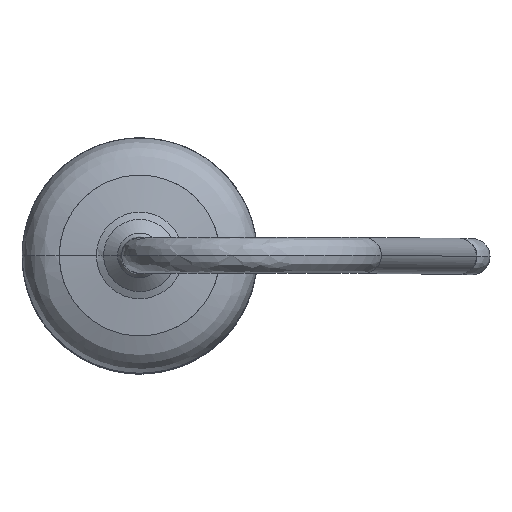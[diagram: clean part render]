
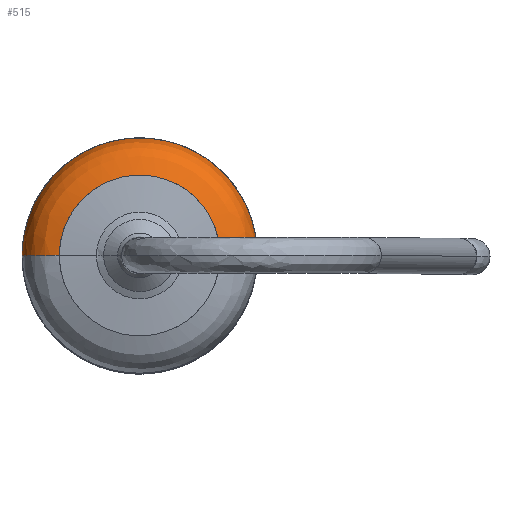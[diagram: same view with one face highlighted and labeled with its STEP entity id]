
A CAD part, top view. The second image highlights one B-rep face of the part: STEP entity #515.
In plain terms, the highlighted free-form (B-spline) face has degree [2, 2] with [5, 9] control points.
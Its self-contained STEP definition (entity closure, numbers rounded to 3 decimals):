
#515=ADVANCED_FACE('',(#585),#1501,.T.);
#585=FACE_OUTER_BOUND('',#655,.T.);
#655=EDGE_LOOP('',(#795,#796,#797,#798));
#795=ORIENTED_EDGE('',*,*,#1045,.T.);
#796=ORIENTED_EDGE('',*,*,#1044,.T.);
#797=ORIENTED_EDGE('',*,*,#1042,.F.);
#798=ORIENTED_EDGE('',*,*,#1041,.T.);
#1041=EDGE_CURVE('',#1391,#1394,#1233,.T.);
#1042=EDGE_CURVE('',#1391,#1392,#1234,.T.);
#1044=EDGE_CURVE('',#1393,#1392,#1236,.T.);
#1045=EDGE_CURVE('',#1394,#1393,#1237,.T.);
#1233=(
BOUNDED_CURVE()
B_SPLINE_CURVE(2,(#2714,#2715,#2716,#2717,#2718),.UNSPECIFIED.,.F.,.F.)
B_SPLINE_CURVE_WITH_KNOTS((3,2,3),(0.,1.806,3.613),
 .UNSPECIFIED.)
CURVE()
GEOMETRIC_REPRESENTATION_ITEM()
RATIONAL_B_SPLINE_CURVE((1.,0.707,1.,0.707,1.))
REPRESENTATION_ITEM('')
);
#1234=(
BOUNDED_CURVE()
B_SPLINE_CURVE(2,(#2719,#2720,#2721),.UNSPECIFIED.,.F.,.F.)
B_SPLINE_CURVE_WITH_KNOTS((3,3),(0.,0.942),.UNSPECIFIED.)
CURVE()
GEOMETRIC_REPRESENTATION_ITEM()
RATIONAL_B_SPLINE_CURVE((1.,0.749,1.))
REPRESENTATION_ITEM('')
);
#1236=(
BOUNDED_CURVE()
B_SPLINE_CURVE(2,(#2727,#2728,#2729,#2730,#2731),.UNSPECIFIED.,.F.,.F.)
B_SPLINE_CURVE_WITH_KNOTS((3,2,3),(-3.862,-1.931,0.),
 .UNSPECIFIED.)
CURVE()
GEOMETRIC_REPRESENTATION_ITEM()
RATIONAL_B_SPLINE_CURVE((1.,0.707,1.,0.707,1.))
REPRESENTATION_ITEM('')
);
#1237=(
BOUNDED_CURVE()
B_SPLINE_CURVE(2,(#2732,#2733,#2734),.UNSPECIFIED.,.F.,.F.)
B_SPLINE_CURVE_WITH_KNOTS((3,3),(0.,0.942),.UNSPECIFIED.)
CURVE()
GEOMETRIC_REPRESENTATION_ITEM()
RATIONAL_B_SPLINE_CURVE((1.,0.749,1.))
REPRESENTATION_ITEM('')
);
#1391=VERTEX_POINT('',#2710);
#1392=VERTEX_POINT('',#2711);
#1393=VERTEX_POINT('',#2712);
#1394=VERTEX_POINT('',#2713);
#1501=(
BOUNDED_SURFACE()
B_SPLINE_SURFACE(2,2,((#2620,#2621,#2622,#2623,#2624,#2625,#2626,#2627,
#2628),(#2629,#2630,#2631,#2632,#2633,#2634,#2635,#2636,#2637),(#2638,#2639,
#2640,#2641,#2642,#2643,#2644,#2645,#2646),(#2647,#2648,#2649,#2650,#2651,
#2652,#2653,#2654,#2655),(#2656,#2657,#2658,#2659,#2660,#2661,#2662,#2663,
#2664)),.UNSPECIFIED.,.F.,.F.,.F.)
B_SPLINE_SURFACE_WITH_KNOTS((3,2,3),(3,2,2,2,3),(0.,1.806,3.613),
(0.,1.021,2.042,3.063,4.084),
 .UNSPECIFIED.)
GEOMETRIC_REPRESENTATION_ITEM()
RATIONAL_B_SPLINE_SURFACE(((1.,0.707,1.,0.707,1.,
0.707,1.,0.707,1.),(0.707,0.5,0.707,
0.5,0.707,0.5,0.707,0.5,0.707),(1.,
0.707,1.,0.707,1.,0.707,1.,0.707,
1.),(0.707,0.5,0.707,0.5,0.707,0.5,
0.707,0.5,0.707),(1.,0.707,1.,0.707,
1.,0.707,1.,0.707,1.)))
REPRESENTATION_ITEM('')
SURFACE()
);
#2620=CARTESIAN_POINT('',(1.8,0.,9.174));
#2621=CARTESIAN_POINT('',(1.8,0.,9.824));
#2622=CARTESIAN_POINT('',(1.15,0.,9.824));
#2623=CARTESIAN_POINT('',(0.5,0.,9.824));
#2624=CARTESIAN_POINT('',(0.5,0.,9.174));
#2625=CARTESIAN_POINT('',(0.5,0.,8.524));
#2626=CARTESIAN_POINT('',(1.15,0.,8.524));
#2627=CARTESIAN_POINT('',(1.8,0.,8.524));
#2628=CARTESIAN_POINT('',(1.8,0.,9.174));
#2629=CARTESIAN_POINT('',(1.8,1.8,9.174));
#2630=CARTESIAN_POINT('',(1.8,1.8,9.824));
#2631=CARTESIAN_POINT('',(1.15,1.15,9.824));
#2632=CARTESIAN_POINT('',(0.5,0.5,9.824));
#2633=CARTESIAN_POINT('',(0.5,0.5,9.174));
#2634=CARTESIAN_POINT('',(0.5,0.5,8.524));
#2635=CARTESIAN_POINT('',(1.15,1.15,8.524));
#2636=CARTESIAN_POINT('',(1.8,1.8,8.524));
#2637=CARTESIAN_POINT('',(1.8,1.8,9.174));
#2638=CARTESIAN_POINT('',(0.,1.8,9.174));
#2639=CARTESIAN_POINT('',(0.,1.8,9.824));
#2640=CARTESIAN_POINT('',(0.,1.15,9.824));
#2641=CARTESIAN_POINT('',(0.,0.5,9.824));
#2642=CARTESIAN_POINT('',(0.,0.5,9.174));
#2643=CARTESIAN_POINT('',(0.,0.5,8.524));
#2644=CARTESIAN_POINT('',(0.,1.15,8.524));
#2645=CARTESIAN_POINT('',(0.,1.8,8.524));
#2646=CARTESIAN_POINT('',(0.,1.8,9.174));
#2647=CARTESIAN_POINT('',(-1.8,1.8,9.174));
#2648=CARTESIAN_POINT('',(-1.8,1.8,9.824));
#2649=CARTESIAN_POINT('',(-1.15,1.15,9.824));
#2650=CARTESIAN_POINT('',(-0.5,0.5,9.824));
#2651=CARTESIAN_POINT('',(-0.5,0.5,9.174));
#2652=CARTESIAN_POINT('',(-0.5,0.5,8.524));
#2653=CARTESIAN_POINT('',(-1.15,1.15,8.524));
#2654=CARTESIAN_POINT('',(-1.8,1.8,8.524));
#2655=CARTESIAN_POINT('',(-1.8,1.8,9.174));
#2656=CARTESIAN_POINT('',(-1.8,0.,9.174));
#2657=CARTESIAN_POINT('',(-1.8,0.,9.824));
#2658=CARTESIAN_POINT('',(-1.15,0.,9.824));
#2659=CARTESIAN_POINT('',(-0.5,0.,9.824));
#2660=CARTESIAN_POINT('',(-0.5,0.,9.174));
#2661=CARTESIAN_POINT('',(-0.5,0.,8.524));
#2662=CARTESIAN_POINT('',(-1.15,0.,8.524));
#2663=CARTESIAN_POINT('',(-1.8,0.,8.524));
#2664=CARTESIAN_POINT('',(-1.8,0.,9.174));
#2710=CARTESIAN_POINT('',(1.8,0.,9.174));
#2711=CARTESIAN_POINT('',(1.229,0.,9.819));
#2712=CARTESIAN_POINT('',(-1.229,0.,9.819));
#2713=CARTESIAN_POINT('',(-1.8,0.,9.174));
#2714=CARTESIAN_POINT('',(1.8,0.,9.174));
#2715=CARTESIAN_POINT('',(1.8,1.8,9.174));
#2716=CARTESIAN_POINT('',(0.,1.8,9.174));
#2717=CARTESIAN_POINT('',(-1.8,1.8,9.174));
#2718=CARTESIAN_POINT('',(-1.8,0.,9.174));
#2719=CARTESIAN_POINT('',(1.8,0.,9.174));
#2720=CARTESIAN_POINT('',(1.8,0.,9.749));
#2721=CARTESIAN_POINT('',(1.229,0.,9.819));
#2727=CARTESIAN_POINT('',(-1.229,0.,9.819));
#2728=CARTESIAN_POINT('',(-1.229,1.229,9.819));
#2729=CARTESIAN_POINT('',(0.,1.229,9.819));
#2730=CARTESIAN_POINT('',(1.229,1.229,9.819));
#2731=CARTESIAN_POINT('',(1.229,0.,9.819));
#2732=CARTESIAN_POINT('',(-1.8,0.,9.174));
#2733=CARTESIAN_POINT('',(-1.8,0.,9.749));
#2734=CARTESIAN_POINT('',(-1.229,0.,9.819));
